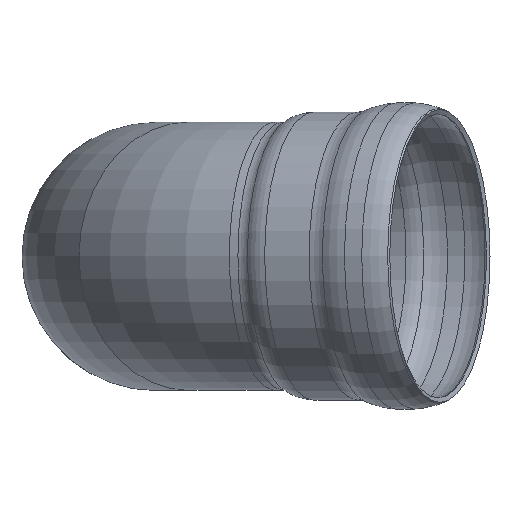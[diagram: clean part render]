
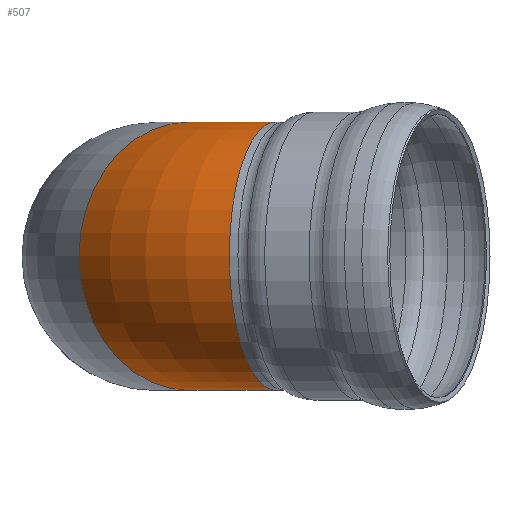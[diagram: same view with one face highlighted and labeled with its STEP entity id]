
A CAD part, top view. The second image highlights one B-rep face of the part: STEP entity #507.
In plain terms, the highlighted toroidal (fillet/blend) face has major radius 900 mm and minor radius 665 mm.
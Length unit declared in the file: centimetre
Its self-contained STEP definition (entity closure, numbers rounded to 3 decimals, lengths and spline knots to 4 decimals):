
#69=FACE_OUTER_BOUND('',#101,.T.);
#101=EDGE_LOOP('',(#334,#335,#336,#337));
#137=CIRCLE('',#547,66.5);
#138=CIRCLE('',#548,23.5);
#139=CIRCLE('',#549,66.5);
#202=VERTEX_POINT('',#866);
#203=VERTEX_POINT('',#868);
#253=EDGE_CURVE('',#202,#202,#137,.T.);
#254=EDGE_CURVE('',#202,#203,#138,.T.);
#255=EDGE_CURVE('',#203,#203,#139,.T.);
#334=ORIENTED_EDGE('',*,*,#253,.F.);
#335=ORIENTED_EDGE('',*,*,#254,.T.);
#336=ORIENTED_EDGE('',*,*,#255,.T.);
#337=ORIENTED_EDGE('',*,*,#254,.F.);
#491=TOROIDAL_SURFACE('',#546,90.,66.5);
#507=ADVANCED_FACE('',(#69),#491,.T.);
#546=AXIS2_PLACEMENT_3D('',#865,#653,#654);
#547=AXIS2_PLACEMENT_3D('',#867,#655,#656);
#548=AXIS2_PLACEMENT_3D('',#869,#657,#658);
#549=AXIS2_PLACEMENT_3D('',#870,#659,#660);
#653=DIRECTION('center_axis',(0.,1.,0.));
#654=DIRECTION('ref_axis',(-0.819,0.,0.574));
#655=DIRECTION('center_axis',(0.94,0.,0.342));
#656=DIRECTION('ref_axis',(-0.342,0.,0.94));
#657=DIRECTION('center_axis',(0.,-1.,0.));
#658=DIRECTION('ref_axis',(-0.819,0.,0.574));
#659=DIRECTION('center_axis',(0.574,0.,0.819));
#660=DIRECTION('ref_axis',(0.819,0.,-0.574));
#865=CARTESIAN_POINT('Origin',(1359.8422,49.7148,-44.4602));
#866=CARTESIAN_POINT('',(1351.8047,49.7148,-22.3774));
#867=CARTESIAN_POINT('Origin',(1329.0604,49.7148,40.1122));
#868=CARTESIAN_POINT('',(1340.5921,49.7148,-30.9811));
#869=CARTESIAN_POINT('Origin',(1359.8422,49.7148,-44.4602));
#870=CARTESIAN_POINT('Origin',(1286.1185,49.7148,7.1617));
